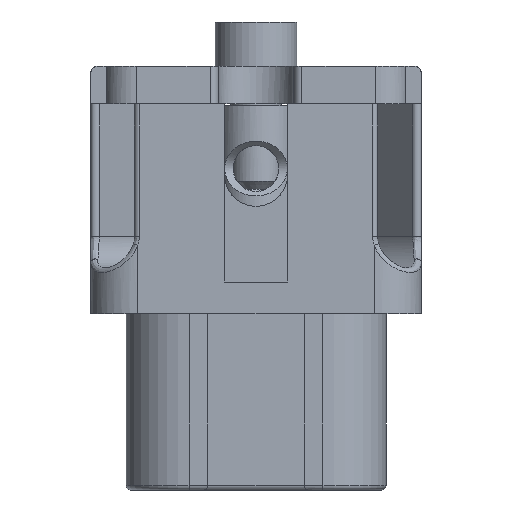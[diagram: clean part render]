
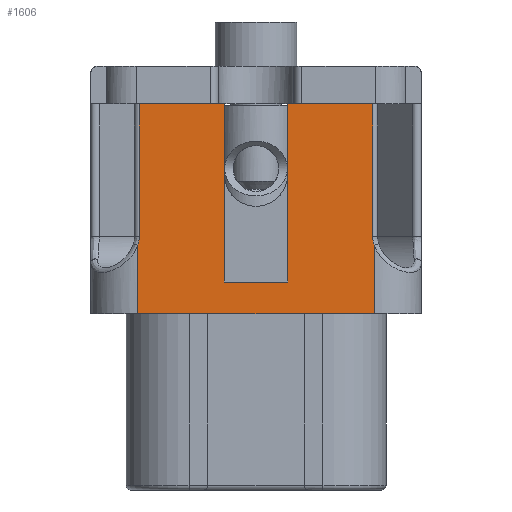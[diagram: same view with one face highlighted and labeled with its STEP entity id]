
A CAD part, front view. The second image highlights one B-rep face of the part: STEP entity #1606.
In plain terms, the highlighted planar face has unit normal (0, -1, 0).
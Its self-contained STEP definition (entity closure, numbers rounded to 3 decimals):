
#9 = CARTESIAN_POINT ( 'NONE',  ( -7.411, -10.725, 4.9 ) ) ;
#228 = CARTESIAN_POINT ( 'NONE',  ( 7.411, -10.725, 4.9 ) ) ;
#488 = VERTEX_POINT ( 'NONE', #9 ) ;
#683 = CARTESIAN_POINT ( 'NONE',  ( 2., -10.725, 2. ) ) ;
#801 = VERTEX_POINT ( 'NONE', #22756 ) ;
#942 = ORIENTED_EDGE ( 'NONE', *, *, #11112, .T. ) ;
#1265 = LINE ( 'NONE', #20577, #10963 ) ;
#1391 = VECTOR ( 'NONE', #1556, 1000. ) ;
#1556 = DIRECTION ( 'NONE',  ( 0., 0., 1. ) ) ;
#1606 = ADVANCED_FACE ( 'NONE', ( #9415 ), #16624, .T. ) ;
#2007 = CARTESIAN_POINT ( 'NONE',  ( -7.411, -10.725, 4.708 ) ) ;
#2175 = ORIENTED_EDGE ( 'NONE', *, *, #15801, .T. ) ;
#2830 =( BOUNDED_CURVE ( )  B_SPLINE_CURVE ( 3, ( #6828, #24323, #3230, #228 ),
 .UNSPECIFIED., .F., .F. ) 
 B_SPLINE_CURVE_WITH_KNOTS ( ( 4, 4 ),
 ( 2.892, 3.142 ),
 .UNSPECIFIED. ) 
 CURVE ( )  GEOMETRIC_REPRESENTATION_ITEM ( )  RATIONAL_B_SPLINE_CURVE ( ( 1., 0.995, 0.995, 1. ) ) 
 REPRESENTATION_ITEM ( '' )  );
#2920 = DIRECTION ( 'NONE',  ( -1., 0., 0. ) ) ;
#3230 = CARTESIAN_POINT ( 'NONE',  ( 7.411, -10.725, 4.708 ) ) ;
#3280 = LINE ( 'NONE', #15462, #12732 ) ;
#3893 = VERTEX_POINT ( 'NONE', #24457 ) ;
#3939 = CARTESIAN_POINT ( 'NONE',  ( 7.411, -10.725, 4.9 ) ) ;
#4723 = CARTESIAN_POINT ( 'NONE',  ( -7.5, -10.725, -12.1 ) ) ;
#4876 = VECTOR ( 'NONE', #6863, 1000. ) ;
#4963 = ORIENTED_EDGE ( 'NONE', *, *, #6711, .T. ) ;
#5095 = CARTESIAN_POINT ( 'NONE',  ( -7.411, -10.725, 4.9 ) ) ;
#5359 = VECTOR ( 'NONE', #19336, 1000. ) ;
#5903 = CARTESIAN_POINT ( 'NONE',  ( 7.411, -10.725, 13.3 ) ) ;
#6045 = VECTOR ( 'NONE', #7242, 1000. ) ;
#6711 = EDGE_CURVE ( 'NONE', #801, #11895, #3280, .T. ) ;
#6828 = CARTESIAN_POINT ( 'NONE',  ( 7.5, -10.725, 4.332 ) ) ;
#6863 = DIRECTION ( 'NONE',  ( 1., 0., 0. ) ) ;
#7242 = DIRECTION ( 'NONE',  ( 0., 0., -1. ) ) ;
#7654 = ORIENTED_EDGE ( 'NONE', *, *, #17271, .F. ) ;
#7741 = ORIENTED_EDGE ( 'NONE', *, *, #21957, .T. ) ;
#7745 = CARTESIAN_POINT ( 'NONE',  ( 7.5, -10.725, -12.1 ) ) ;
#8045 = VECTOR ( 'NONE', #2920, 1000. ) ;
#8550 = CARTESIAN_POINT ( 'NONE',  ( -7.5, -10.725, 4.332 ) ) ;
#8672 = ORIENTED_EDGE ( 'NONE', *, *, #13017, .T. ) ;
#8885 = VERTEX_POINT ( 'NONE', #5903 ) ;
#9415 = FACE_OUTER_BOUND ( 'NONE', #21549, .T. ) ;
#9453 = DIRECTION ( 'NONE',  ( 0., 0., -1. ) ) ;
#9637 = DIRECTION ( 'NONE',  ( 0., -1., 0. ) ) ;
#9686 = CARTESIAN_POINT ( 'NONE',  ( -2., -10.725, 13.3 ) ) ;
#9700 = CARTESIAN_POINT ( 'NONE',  ( -7.441, -10.725, 4.518 ) ) ;
#10376 = ORIENTED_EDGE ( 'NONE', *, *, #27337, .T. ) ;
#10458 = CARTESIAN_POINT ( 'NONE',  ( 2., -10.725, -12.1 ) ) ;
#10705 = CARTESIAN_POINT ( 'NONE',  ( 0., -10.725, 13.3 ) ) ;
#10963 = VECTOR ( 'NONE', #12145, 1000. ) ;
#11112 = EDGE_CURVE ( 'NONE', #488, #21299, #27539, .T. ) ;
#11895 = VERTEX_POINT ( 'NONE', #9686 ) ;
#12145 = DIRECTION ( 'NONE',  ( 1., 0., 0. ) ) ;
#12576 = VECTOR ( 'NONE', #13991, 1000. ) ;
#12732 = VECTOR ( 'NONE', #17650, 1000. ) ;
#12785 = LINE ( 'NONE', #4723, #22439 ) ;
#12940 = LINE ( 'NONE', #13405, #12576 ) ;
#12975 = CARTESIAN_POINT ( 'NONE',  ( -7.411, -10.725, 4.9 ) ) ;
#13017 = EDGE_CURVE ( 'NONE', #17868, #27295, #2830, .T. ) ;
#13405 = CARTESIAN_POINT ( 'NONE',  ( 7.411, -10.725, 13.3 ) ) ;
#13661 = LINE ( 'NONE', #19722, #4876 ) ;
#13991 = DIRECTION ( 'NONE',  ( 0., 0., 1. ) ) ;
#14366 = LINE ( 'NONE', #5095, #6045 ) ;
#14525 = ORIENTED_EDGE ( 'NONE', *, *, #28083, .T. ) ;
#14608 = ORIENTED_EDGE ( 'NONE', *, *, #25442, .T. ) ;
#15268 = LINE ( 'NONE', #10705, #5359 ) ;
#15462 = CARTESIAN_POINT ( 'NONE',  ( -2., -10.725, -12.1 ) ) ;
#15705 = ORIENTED_EDGE ( 'NONE', *, *, #20649, .T. ) ;
#15801 = EDGE_CURVE ( 'NONE', #21218, #801, #17331, .T. ) ;
#16575 = VERTEX_POINT ( 'NONE', #26897 ) ;
#16616 = VECTOR ( 'NONE', #17050, 1000. ) ;
#16624 = PLANE ( 'NONE',  #26386 ) ;
#16660 = CARTESIAN_POINT ( 'NONE',  ( 7.5, -10.725, 0. ) ) ;
#16713 = DIRECTION ( 'NONE',  ( 0., 0., -1. ) ) ;
#17050 = DIRECTION ( 'NONE',  ( 0., 0., -1. ) ) ;
#17271 = EDGE_CURVE ( 'NONE', #27047, #11895, #15268, .T. ) ;
#17331 = LINE ( 'NONE', #683, #8045 ) ;
#17650 = DIRECTION ( 'NONE',  ( 0., 0., 1. ) ) ;
#17868 = VERTEX_POINT ( 'NONE', #20703 ) ;
#19336 = DIRECTION ( 'NONE',  ( 1., 0., 0. ) ) ;
#19722 = CARTESIAN_POINT ( 'NONE',  ( 9.35, -10.725, 0. ) ) ;
#20341 = ORIENTED_EDGE ( 'NONE', *, *, #23173, .F. ) ;
#20353 = LINE ( 'NONE', #7745, #1391 ) ;
#20577 = CARTESIAN_POINT ( 'NONE',  ( 0., -10.725, 13.3 ) ) ;
#20649 = EDGE_CURVE ( 'NONE', #3893, #24965, #13661, .T. ) ;
#20703 = CARTESIAN_POINT ( 'NONE',  ( 7.5, -10.725, 4.332 ) ) ;
#21218 = VERTEX_POINT ( 'NONE', #24978 ) ;
#21290 = CARTESIAN_POINT ( 'NONE',  ( -7.5, -10.725, 4.332 ) ) ;
#21299 = VERTEX_POINT ( 'NONE', #21290 ) ;
#21549 = EDGE_LOOP ( 'NONE', ( #14525, #20341, #7741, #2175, #4963, #7654, #25018, #942, #14608, #15705, #10376, #8672 ) ) ;
#21957 = EDGE_CURVE ( 'NONE', #16575, #21218, #27072, .T. ) ;
#22439 = VECTOR ( 'NONE', #16713, 1000. ) ;
#22756 = CARTESIAN_POINT ( 'NONE',  ( -2., -10.725, 2. ) ) ;
#23173 = EDGE_CURVE ( 'NONE', #16575, #8885, #1265, .T. ) ;
#24323 = CARTESIAN_POINT ( 'NONE',  ( 7.441, -10.725, 4.518 ) ) ;
#24457 = CARTESIAN_POINT ( 'NONE',  ( -7.5, -10.725, 0. ) ) ;
#24905 = CARTESIAN_POINT ( 'NONE',  ( 0., -10.725, -12.1 ) ) ;
#24965 = VERTEX_POINT ( 'NONE', #16660 ) ;
#24978 = CARTESIAN_POINT ( 'NONE',  ( 2., -10.725, 2. ) ) ;
#25018 = ORIENTED_EDGE ( 'NONE', *, *, #25492, .T. ) ;
#25442 = EDGE_CURVE ( 'NONE', #21299, #3893, #12785, .T. ) ;
#25492 = EDGE_CURVE ( 'NONE', #27047, #488, #14366, .T. ) ;
#26386 = AXIS2_PLACEMENT_3D ( 'NONE', #24905, #9637, #9453 ) ;
#26609 = CARTESIAN_POINT ( 'NONE',  ( -7.411, -10.725, 13.3 ) ) ;
#26897 = CARTESIAN_POINT ( 'NONE',  ( 2., -10.725, 13.3 ) ) ;
#27047 = VERTEX_POINT ( 'NONE', #26609 ) ;
#27072 = LINE ( 'NONE', #10458, #16616 ) ;
#27295 = VERTEX_POINT ( 'NONE', #3939 ) ;
#27337 = EDGE_CURVE ( 'NONE', #24965, #17868, #20353, .T. ) ;
#27539 =( BOUNDED_CURVE ( )  B_SPLINE_CURVE ( 3, ( #12975, #2007, #9700, #8550 ),
 .UNSPECIFIED., .F., .F. ) 
 B_SPLINE_CURVE_WITH_KNOTS ( ( 4, 4 ),
 ( 3.142, 3.391 ),
 .UNSPECIFIED. ) 
 CURVE ( )  GEOMETRIC_REPRESENTATION_ITEM ( )  RATIONAL_B_SPLINE_CURVE ( ( 1., 0.995, 0.995, 1. ) ) 
 REPRESENTATION_ITEM ( '' )  );
#28083 = EDGE_CURVE ( 'NONE', #27295, #8885, #12940, .T. ) ;
